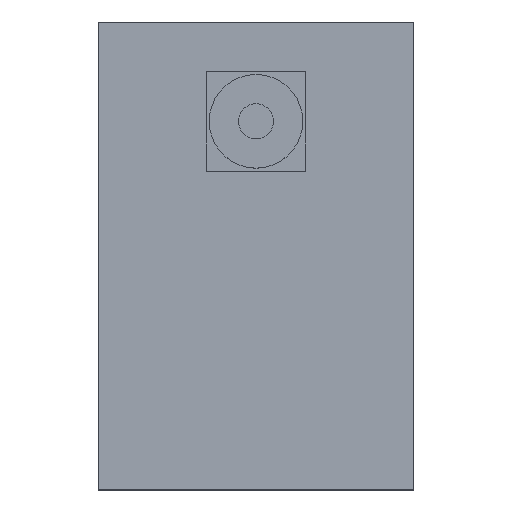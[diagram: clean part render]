
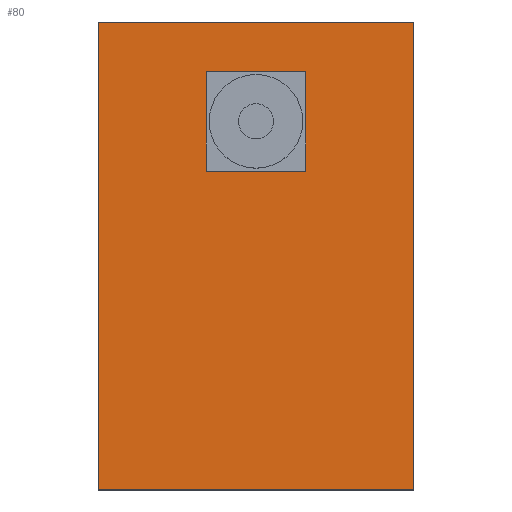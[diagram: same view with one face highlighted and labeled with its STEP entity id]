
A CAD part, top view. The second image highlights one B-rep face of the part: STEP entity #80.
In plain terms, the highlighted planar face has unit normal (0, 0, 1).
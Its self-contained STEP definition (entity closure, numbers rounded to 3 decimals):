
#13=DIRECTION('',(0.,0.,1.));
#14=DIRECTION('',(1.,0.,0.));
#39=VERTEX_POINT('',#40);
#40=CARTESIAN_POINT('',(-13.5,-26.5,13.));
#48=VECTOR('',#49,1.);
#49=DIRECTION('',(0.,1.,0.));
#52=VERTEX_POINT('',#53);
#53=CARTESIAN_POINT('',(-13.5,13.5,13.));
#55=ORIENTED_EDGE('',*,*,#56,.F.);
#56=EDGE_CURVE('',#39,#52,#57,.T.);
#57=LINE('',#40,#48);
#68=VECTOR('',#14,1.);
#70=ORIENTED_EDGE('',*,*,#71,.T.);
#71=EDGE_CURVE('',#39,#72,#74,.T.);
#72=VERTEX_POINT('',#73);
#73=CARTESIAN_POINT('',(13.5,-26.5,13.));
#74=LINE('',#40,#68);
#80=ADVANCED_FACE('',(#81,#91),#113,.T.);
#81=FACE_BOUND('',#82,.T.);
#82=EDGE_LOOP('',(#55,#70,#83,#88));
#83=ORIENTED_EDGE('',*,*,#84,.T.);
#84=EDGE_CURVE('',#72,#85,#87,.T.);
#85=VERTEX_POINT('',#86);
#86=CARTESIAN_POINT('',(13.5,13.5,13.));
#87=LINE('',#73,#48);
#88=ORIENTED_EDGE('',*,*,#89,.F.);
#89=EDGE_CURVE('',#52,#85,#90,.T.);
#90=LINE('',#53,#68);
#91=FACE_BOUND('',#92,.T.);
#92=EDGE_LOOP('',(#93,#100,#105,#110));
#93=ORIENTED_EDGE('',*,*,#94,.T.);
#94=EDGE_CURVE('',#95,#97,#99,.T.);
#95=VERTEX_POINT('',#96);
#96=CARTESIAN_POINT('',(-4.25,0.75,13.));
#97=VERTEX_POINT('',#98);
#98=CARTESIAN_POINT('',(-4.25,9.25,13.));
#99=LINE('',#96,#48);
#100=ORIENTED_EDGE('',*,*,#101,.T.);
#101=EDGE_CURVE('',#97,#102,#104,.T.);
#102=VERTEX_POINT('',#103);
#103=CARTESIAN_POINT('',(4.25,9.25,13.));
#104=LINE('',#98,#68);
#105=ORIENTED_EDGE('',*,*,#106,.F.);
#106=EDGE_CURVE('',#107,#102,#109,.T.);
#107=VERTEX_POINT('',#108);
#108=CARTESIAN_POINT('',(4.25,0.75,13.));
#109=LINE('',#108,#48);
#110=ORIENTED_EDGE('',*,*,#111,.F.);
#111=EDGE_CURVE('',#95,#107,#112,.T.);
#112=LINE('',#96,#68);
#113=PLANE('',#114);
#114=AXIS2_PLACEMENT_3D('',#40,#13,#14);
